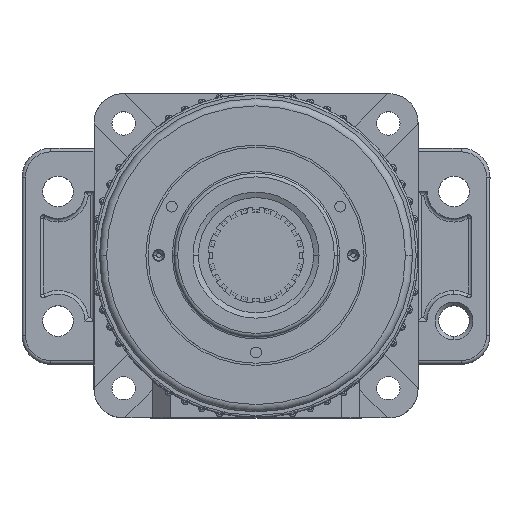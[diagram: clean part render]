
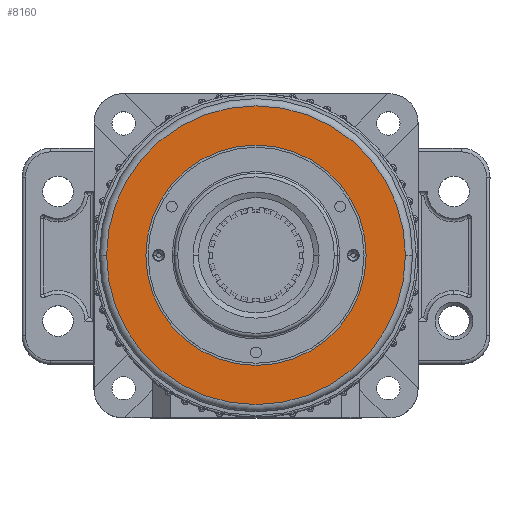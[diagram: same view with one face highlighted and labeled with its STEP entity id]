
A CAD part, top view. The second image highlights one B-rep face of the part: STEP entity #8160.
In plain terms, the highlighted planar face has unit normal (0, 0, 1).
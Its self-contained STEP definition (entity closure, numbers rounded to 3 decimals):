
#203 = EDGE_LOOP ( 'NONE', ( #8980, #2558 ) ) ;
#215 = FACE_BOUND ( 'NONE', #203, .T. ) ;
#650 = DIRECTION ( 'NONE',  ( 0., 0., 1. ) ) ;
#734 = VERTEX_POINT ( 'NONE', #21188 ) ;
#889 = DIRECTION ( 'NONE',  ( 0., 0., 1. ) ) ;
#2558 = ORIENTED_EDGE ( 'NONE', *, *, #11043, .F. ) ;
#4218 = CIRCLE ( 'NONE', #18083, 41.5 ) ;
#5033 = CARTESIAN_POINT ( 'NONE',  ( 30.6, 0., 97. ) ) ;
#5400 = AXIS2_PLACEMENT_3D ( 'NONE', #10887, #650, #12624 ) ;
#5959 = PLANE ( 'NONE',  #12010 ) ;
#6091 = DIRECTION ( 'NONE',  ( 0., 0., 1. ) ) ;
#6134 = VERTEX_POINT ( 'NONE', #5033 ) ;
#6641 = DIRECTION ( 'NONE',  ( 0., 0., 1. ) ) ;
#6889 = AXIS2_PLACEMENT_3D ( 'NONE', #16926, #6641, #18662 ) ;
#7592 = CARTESIAN_POINT ( 'NONE',  ( -30.6, 0., 97. ) ) ;
#8160 = ADVANCED_FACE ( 'NONE', ( #13311, #215 ), #5959, .T. ) ;
#8685 = CARTESIAN_POINT ( 'NONE',  ( 0., 0., 97. ) ) ;
#8692 = CIRCLE ( 'NONE', #14303, 30.6 ) ;
#8980 = ORIENTED_EDGE ( 'NONE', *, *, #10114, .F. ) ;
#9385 = CARTESIAN_POINT ( 'NONE',  ( 0., 0., 97. ) ) ;
#10114 = EDGE_CURVE ( 'NONE', #6134, #17138, #8692, .T. ) ;
#10411 = DIRECTION ( 'NONE',  ( 1., 0., 0. ) ) ;
#10887 = CARTESIAN_POINT ( 'NONE',  ( 0., 0., 97. ) ) ;
#11043 = EDGE_CURVE ( 'NONE', #17138, #6134, #19203, .T. ) ;
#11168 = VERTEX_POINT ( 'NONE', #20629 ) ;
#12010 = AXIS2_PLACEMENT_3D ( 'NONE', #9385, #889, #12865 ) ;
#12624 = DIRECTION ( 'NONE',  ( 1., 0., 0. ) ) ;
#12865 = DIRECTION ( 'NONE',  ( 1., 0., 0. ) ) ;
#13311 = FACE_OUTER_BOUND ( 'NONE', #21620, .T. ) ;
#14166 = CIRCLE ( 'NONE', #5400, 41.5 ) ;
#14303 = AXIS2_PLACEMENT_3D ( 'NONE', #8685, #20746, #10411 ) ;
#16366 = CARTESIAN_POINT ( 'NONE',  ( 0., 0., 97. ) ) ;
#16926 = CARTESIAN_POINT ( 'NONE',  ( 0., 0., 97. ) ) ;
#17093 = EDGE_CURVE ( 'NONE', #734, #11168, #14166, .T. ) ;
#17138 = VERTEX_POINT ( 'NONE', #7592 ) ;
#17391 = ORIENTED_EDGE ( 'NONE', *, *, #17093, .T. ) ;
#17877 = ORIENTED_EDGE ( 'NONE', *, *, #19206, .T. ) ;
#18083 = AXIS2_PLACEMENT_3D ( 'NONE', #16366, #6091, #18105 ) ;
#18105 = DIRECTION ( 'NONE',  ( 1., 0., 0. ) ) ;
#18662 = DIRECTION ( 'NONE',  ( 1., 0., 0. ) ) ;
#19203 = CIRCLE ( 'NONE', #6889, 30.6 ) ;
#19206 = EDGE_CURVE ( 'NONE', #11168, #734, #4218, .T. ) ;
#20629 = CARTESIAN_POINT ( 'NONE',  ( -41.5, 0., 97. ) ) ;
#20746 = DIRECTION ( 'NONE',  ( 0., 0., 1. ) ) ;
#21188 = CARTESIAN_POINT ( 'NONE',  ( 41.5, 0., 97. ) ) ;
#21620 = EDGE_LOOP ( 'NONE', ( #17391, #17877 ) ) ;
